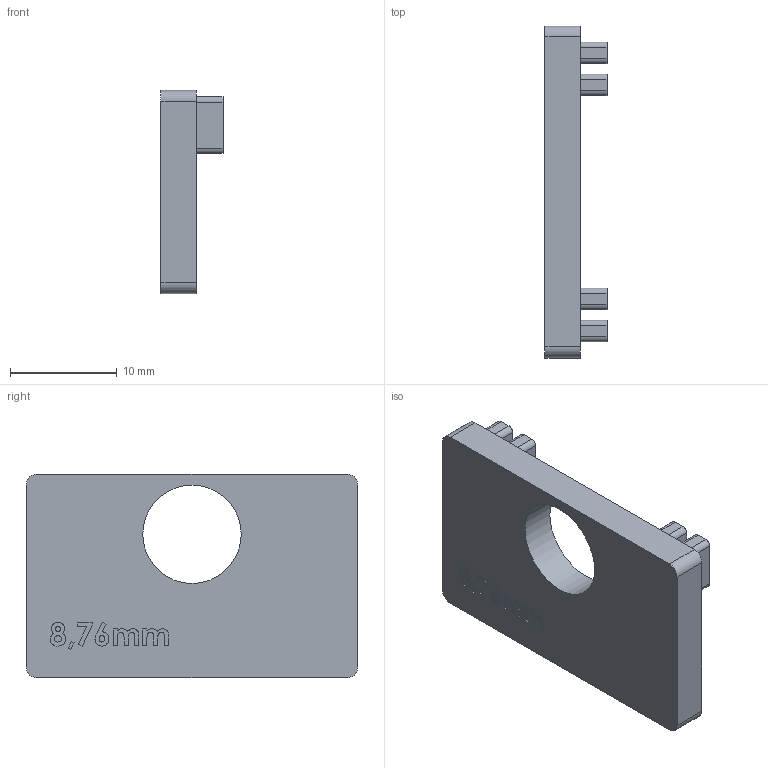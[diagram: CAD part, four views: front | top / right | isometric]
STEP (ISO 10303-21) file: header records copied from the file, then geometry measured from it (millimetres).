
FILE_DESCRIPTION (( 'STEP AP203' ), '1' );
FILE_NAME ('2709-GU.step', '2021-11-25T07:55:15', ( '' ), ( '' ), 'SwSTEP 2.0', 'SolidWorks 2018', '' );
FILE_SCHEMA (( 'CONFIG_CONTROL_DESIGN' ));
Length unit declared in the file: millimetre
Products named in the file (2): 2709-GU
Bounding box: 5.8 x 31 x 19 mm (x, y, z)
Volume: 1823.6 mm3; surface area: 1616 mm2
Topology: 1 solids, 1 shells, 434 faces, 1158 edges, 772 vertices
Faces by surface type: plane 227, bspline 186, cylinder 21
Full cylindrical faces by diameter (mm): 9.2 x1
Entity records: 23398 total; most frequent: CARTESIAN_POINT 13647, ORIENTED_EDGE 2314, DIRECTION 1327, EDGE_CURVE 1157, VERTEX_POINT 772, LINE 743, VECTOR 743, EDGE_LOOP 483
